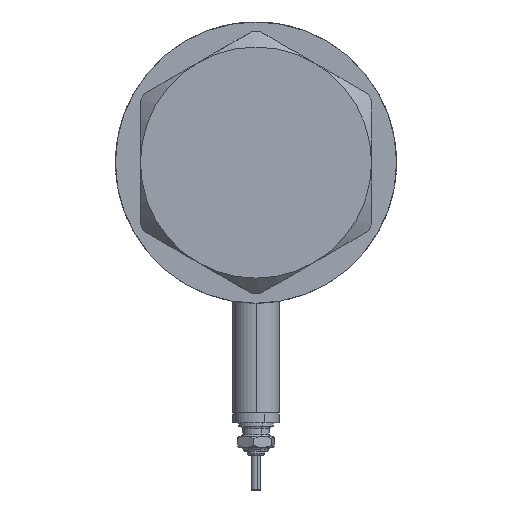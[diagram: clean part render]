
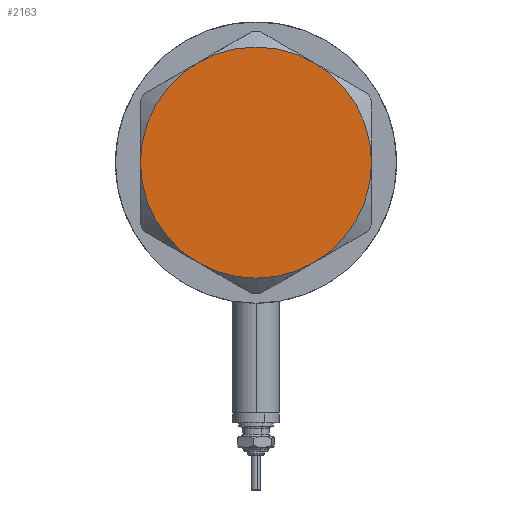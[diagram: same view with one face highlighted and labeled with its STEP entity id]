
A CAD part, left-side view. The second image highlights one B-rep face of the part: STEP entity #2163.
In plain terms, the highlighted face is planar.
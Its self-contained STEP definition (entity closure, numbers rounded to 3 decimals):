
#66 = VERTEX_POINT ( 'NONE', #1963 ) ;
#130 = DIRECTION ( 'NONE',  ( 1., 0., 0. ) ) ;
#256 = CARTESIAN_POINT ( 'NONE',  ( 30., 0., 14.5 ) ) ;
#376 = CIRCLE ( 'NONE', #5646, 30. ) ;
#500 = ORIENTED_EDGE ( 'NONE', *, *, #4763, .T. ) ;
#672 = PLANE ( 'NONE',  #1028 ) ;
#788 = EDGE_CURVE ( 'NONE', #1643, #2110, #5802, .T. ) ;
#834 = DIRECTION ( 'NONE',  ( 0., 0., 1. ) ) ;
#1028 = AXIS2_PLACEMENT_3D ( 'NONE', #2517, #3887, #2541 ) ;
#1127 = ORIENTED_EDGE ( 'NONE', *, *, #1592, .T. ) ;
#1200 = CARTESIAN_POINT ( 'NONE',  ( 0., 0., 14.5 ) ) ;
#1287 = DIRECTION ( 'NONE',  ( 0., 0., 1. ) ) ;
#1592 = EDGE_CURVE ( 'NONE', #66, #3102, #2371, .T. ) ;
#1643 = VERTEX_POINT ( 'NONE', #4728 ) ;
#1963 = CARTESIAN_POINT ( 'NONE',  ( -30., 0., 14.5 ) ) ;
#2072 = DIRECTION ( 'NONE',  ( 0., 0., 1. ) ) ;
#2110 = VERTEX_POINT ( 'NONE', #4832 ) ;
#2159 = FACE_OUTER_BOUND ( 'NONE', #3255, .T. ) ;
#2163 = ADVANCED_FACE ( 'NONE', ( #2159 ), #672, .T. ) ;
#2371 = CIRCLE ( 'NONE', #2756, 30. ) ;
#2413 = ORIENTED_EDGE ( 'NONE', *, *, #4628, .T. ) ;
#2496 = AXIS2_PLACEMENT_3D ( 'NONE', #5413, #834, #2759 ) ;
#2516 = CARTESIAN_POINT ( 'NONE',  ( 0., 0., 14.5 ) ) ;
#2517 = CARTESIAN_POINT ( 'NONE',  ( 0., 0., 14.5 ) ) ;
#2541 = DIRECTION ( 'NONE',  ( 1., 0., 0. ) ) ;
#2693 = CIRCLE ( 'NONE', #5742, 30. ) ;
#2756 = AXIS2_PLACEMENT_3D ( 'NONE', #5691, #3436, #2979 ) ;
#2759 = DIRECTION ( 'NONE',  ( 1., 0., 0. ) ) ;
#2979 = DIRECTION ( 'NONE',  ( 1., 0., 0. ) ) ;
#3102 = VERTEX_POINT ( 'NONE', #5299 ) ;
#3183 = VERTEX_POINT ( 'NONE', #3641 ) ;
#3255 = EDGE_LOOP ( 'NONE', ( #3399, #2413, #5075, #500, #1127, #5583 ) ) ;
#3306 = CARTESIAN_POINT ( 'NONE',  ( 0., 0., 14.5 ) ) ;
#3399 = ORIENTED_EDGE ( 'NONE', *, *, #4963, .T. ) ;
#3436 = DIRECTION ( 'NONE',  ( 0., 0., 1. ) ) ;
#3641 = CARTESIAN_POINT ( 'NONE',  ( 15., -25.981, 14.5 ) ) ;
#3648 = AXIS2_PLACEMENT_3D ( 'NONE', #1200, #2072, #5781 ) ;
#3705 = AXIS2_PLACEMENT_3D ( 'NONE', #2516, #3886, #4266 ) ;
#3886 = DIRECTION ( 'NONE',  ( 0., 0., 1. ) ) ;
#3887 = DIRECTION ( 'NONE',  ( 0., 0., 1. ) ) ;
#4064 = DIRECTION ( 'NONE',  ( 1., 0., 0. ) ) ;
#4266 = DIRECTION ( 'NONE',  ( 1., 0., 0. ) ) ;
#4507 = CARTESIAN_POINT ( 'NONE',  ( 0., 0., 14.5 ) ) ;
#4628 = EDGE_CURVE ( 'NONE', #5918, #1643, #5354, .T. ) ;
#4728 = CARTESIAN_POINT ( 'NONE',  ( 15., 25.981, 14.5 ) ) ;
#4763 = EDGE_CURVE ( 'NONE', #2110, #66, #5151, .T. ) ;
#4832 = CARTESIAN_POINT ( 'NONE',  ( -15., 25.981, 14.5 ) ) ;
#4963 = EDGE_CURVE ( 'NONE', #3183, #5918, #376, .T. ) ;
#5075 = ORIENTED_EDGE ( 'NONE', *, *, #788, .T. ) ;
#5105 = DIRECTION ( 'NONE',  ( 0., 0., 1. ) ) ;
#5151 = CIRCLE ( 'NONE', #2496, 30. ) ;
#5205 = EDGE_CURVE ( 'NONE', #3102, #3183, #2693, .T. ) ;
#5299 = CARTESIAN_POINT ( 'NONE',  ( -15., -25.981, 14.5 ) ) ;
#5354 = CIRCLE ( 'NONE', #3648, 30. ) ;
#5413 = CARTESIAN_POINT ( 'NONE',  ( 0., 0., 14.5 ) ) ;
#5583 = ORIENTED_EDGE ( 'NONE', *, *, #5205, .T. ) ;
#5646 = AXIS2_PLACEMENT_3D ( 'NONE', #3306, #5105, #130 ) ;
#5691 = CARTESIAN_POINT ( 'NONE',  ( 0., 0., 14.5 ) ) ;
#5742 = AXIS2_PLACEMENT_3D ( 'NONE', #4507, #1287, #4064 ) ;
#5781 = DIRECTION ( 'NONE',  ( 1., 0., 0. ) ) ;
#5802 = CIRCLE ( 'NONE', #3705, 30. ) ;
#5918 = VERTEX_POINT ( 'NONE', #256 ) ;
